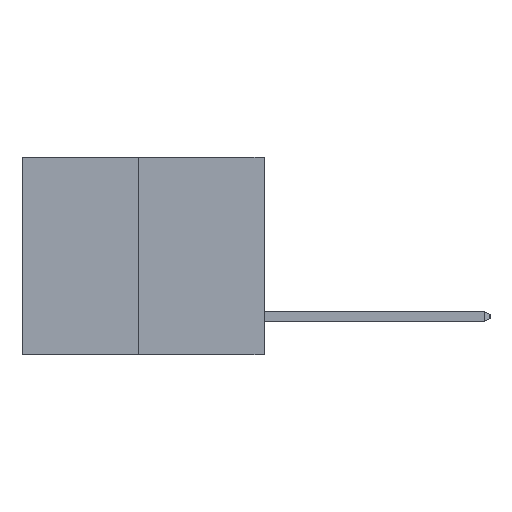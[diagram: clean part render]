
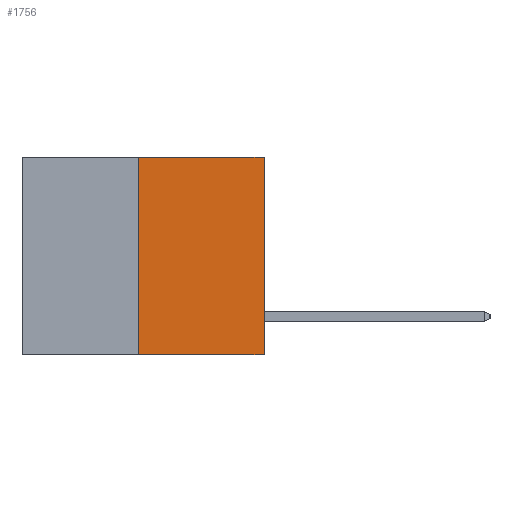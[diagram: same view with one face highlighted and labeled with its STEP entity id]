
A CAD part, left-side view. The second image highlights one B-rep face of the part: STEP entity #1756.
In plain terms, the highlighted planar face has unit normal (-1, 0, 0).
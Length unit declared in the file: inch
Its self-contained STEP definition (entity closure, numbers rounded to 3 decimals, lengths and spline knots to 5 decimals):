
#382 = ORIENTED_EDGE ( 'NONE', *, *, #6445, .F. ) ;
#1340 = PLANE ( 'NONE',  #8950 ) ;
#1756 = ADVANCED_FACE ( 'NONE', ( #21484 ), #1340, .F. ) ;
#1863 = VERTEX_POINT ( 'NONE', #17782 ) ;
#2500 = CARTESIAN_POINT ( 'NONE',  ( 0., 0., -0.49 ) ) ;
#2976 = DIRECTION ( 'NONE',  ( 0., 0., -1. ) ) ;
#4030 = VECTOR ( 'NONE', #8338, 39.37008 ) ;
#4710 = EDGE_LOOP ( 'NONE', ( #382, #9198, #8535, #8093 ) ) ;
#5120 = LINE ( 'NONE', #15595, #9413 ) ;
#5489 = EDGE_CURVE ( 'NONE', #13435, #20325, #8885, .T. ) ;
#5710 = LINE ( 'NONE', #15285, #7429 ) ;
#6445 = EDGE_CURVE ( 'NONE', #1863, #13435, #5120, .T. ) ;
#6681 = DIRECTION ( 'NONE',  ( 1., 0., 0. ) ) ;
#7429 = VECTOR ( 'NONE', #15138, 39.37008 ) ;
#7502 = EDGE_CURVE ( 'NONE', #8302, #20325, #5710, .T. ) ;
#8046 = VECTOR ( 'NONE', #19802, 39.37008 ) ;
#8093 = ORIENTED_EDGE ( 'NONE', *, *, #5489, .F. ) ;
#8302 = VERTEX_POINT ( 'NONE', #2500 ) ;
#8338 = DIRECTION ( 'NONE',  ( 0., -1., 0. ) ) ;
#8535 = ORIENTED_EDGE ( 'NONE', *, *, #7502, .T. ) ;
#8885 = LINE ( 'NONE', #16840, #4030 ) ;
#8950 = AXIS2_PLACEMENT_3D ( 'NONE', #12101, #6681, #2976 ) ;
#9198 = ORIENTED_EDGE ( 'NONE', *, *, #14044, .T. ) ;
#9413 = VECTOR ( 'NONE', #15677, 39.37008 ) ;
#10496 = CARTESIAN_POINT ( 'NONE',  ( 0., 0.6, -0.49 ) ) ;
#10747 = CARTESIAN_POINT ( 'NONE',  ( 0., 0.312, 0. ) ) ;
#11277 = CARTESIAN_POINT ( 'NONE',  ( 0., 0., 0. ) ) ;
#12101 = CARTESIAN_POINT ( 'NONE',  ( 0., 0.6, 0. ) ) ;
#13435 = VERTEX_POINT ( 'NONE', #10747 ) ;
#14044 = EDGE_CURVE ( 'NONE', #1863, #8302, #17704, .T. ) ;
#15138 = DIRECTION ( 'NONE',  ( 0., 0., 1. ) ) ;
#15285 = CARTESIAN_POINT ( 'NONE',  ( 0., 0., 0. ) ) ;
#15595 = CARTESIAN_POINT ( 'NONE',  ( 0., 0.312, -0.49 ) ) ;
#15677 = DIRECTION ( 'NONE',  ( 0., 0., 1. ) ) ;
#16840 = CARTESIAN_POINT ( 'NONE',  ( 0., 0.6, 0. ) ) ;
#17704 = LINE ( 'NONE', #10496, #8046 ) ;
#17782 = CARTESIAN_POINT ( 'NONE',  ( 0., 0.312, -0.49 ) ) ;
#19802 = DIRECTION ( 'NONE',  ( 0., -1., 0. ) ) ;
#20325 = VERTEX_POINT ( 'NONE', #11277 ) ;
#21484 = FACE_OUTER_BOUND ( 'NONE', #4710, .T. ) ;
